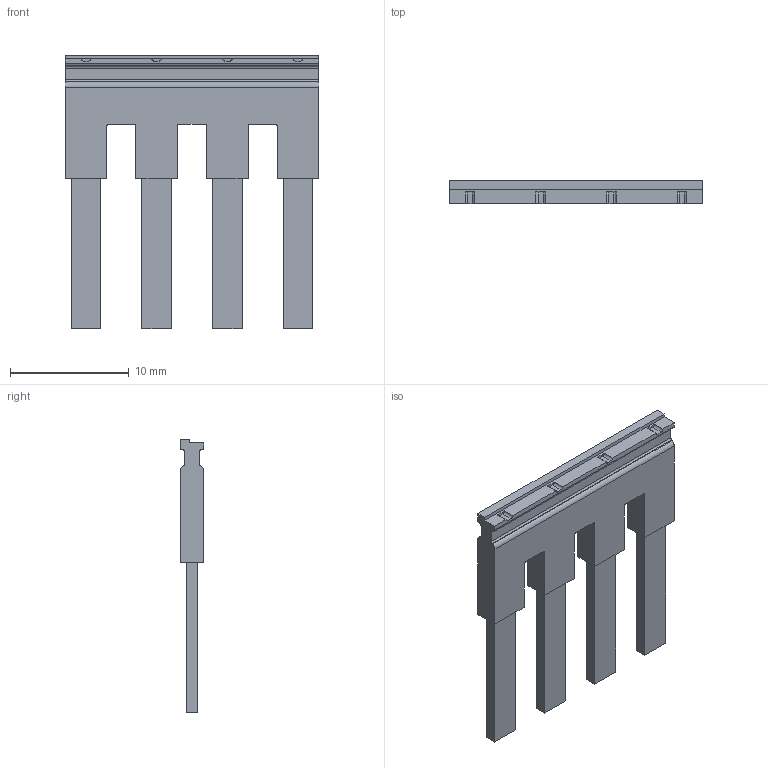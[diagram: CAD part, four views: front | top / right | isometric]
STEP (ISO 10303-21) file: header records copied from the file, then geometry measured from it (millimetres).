
FILE_DESCRIPTION(/* description */ ('Unknown'),/* implementation_level */ '2;1');
FILE_NAME(/* name */ 'JX4_4_COMPACT',/* time_stamp */ '2019-03-14T13:24:20+06:00',/* author */ ('Unknown'),/* organization */ ('Unknown'),/* preprocessor_version */ 'ST-DEVELOPER v16.7',/* originating_system */ 'DEX',/* authorisation */ $);
FILE_SCHEMA (('AUTOMOTIVE_DESIGN {1 0 10303 214 3 1 1}'));
Length unit declared in the file: millimetre
Products named in the file (1): JX4_4_COMPACT
Bounding box: 21.35 x 2 x 23.02 mm (x, y, z)
Volume: 467.8 mm3; surface area: 933.1 mm2
Topology: 1 solids, 2 shells, 88 faces, 238 edges, 159 vertices
Faces by surface type: plane 61, cylinder 27
Full cylindrical faces by diameter (mm): 1.2 x1
Entity records: 3398 total; most frequent: CARTESIAN_POINT 485, ORIENTED_EDGE 474, DIRECTION 469, EDGE_CURVE 237, LINE 183, VECTOR 183, VERTEX_POINT 159, AXIS2_PLACEMENT_3D 143
